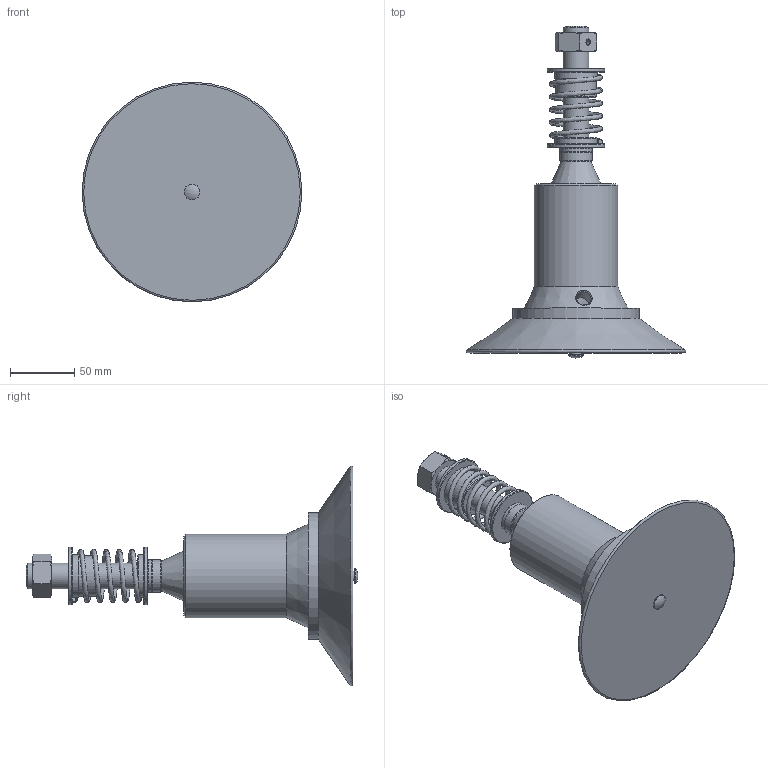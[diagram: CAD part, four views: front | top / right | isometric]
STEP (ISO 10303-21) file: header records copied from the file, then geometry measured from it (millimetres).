
FILE_DESCRIPTION(/* description */ (''),/* implementation_level */ '2;1');
FILE_NAME(/* name */ 'vdlcvm30170sb.stp',/* time_stamp */ '2020-11-19T11:47:06+01:00',/* author */ ('enginyeria'),/* organization */ (''),/* preprocessor_version */ 'ST-DEVELOPER v17.2',/* originating_system */ 'Autodesk Inventor 2019',/* authorisation */ '');
FILE_SCHEMA (('CONFIG_CONTROL_DESIGN','AP203_CONFIGURATION_CONTROLLED_3D_DESIGN_OF_MECHANICAL_PARTS_AND_ASSEMBLIES_MIM_LF { 1 0 10303 203 3 1 4 }'));
Length unit declared in the file: millimetre
Products named in the file (1): vdlcvm30170cn
Bounding box: 171.5 x 259.03 x 171.5 mm (x, y, z)
Volume: 886661.4 mm3; surface area: 99244.4 mm2
Topology: 2 solids, 2 shells, 81 faces, 191 edges, 132 vertices
Faces by surface type: cone 28, plane 28, cylinder 19, torus 3, bspline 2, sphere 1
Full cylindrical faces by diameter (mm): 4.134 x1, 8.1 x1, 11.445 x1, 12.2 x1, 19.98 x2, 20 x1, 21 x2, 25 x1, 25.5 x1, 32 x1, 33 x2, 45 x2, 50.2 x1, 65 x1, 98.5 x1
Entity records: 6192 total; most frequent: CARTESIAN_POINT 4133, DIRECTION 432, ORIENTED_EDGE 380, AXIS2_PLACEMENT_3D 195, EDGE_CURVE 190, VERTEX_POINT 132, CIRCLE 115, EDGE_LOOP 102
